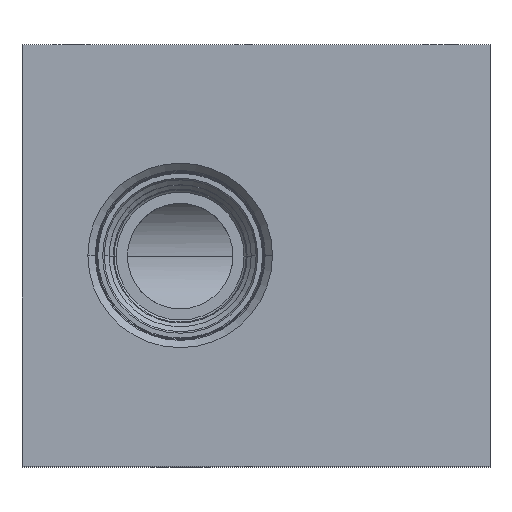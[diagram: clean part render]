
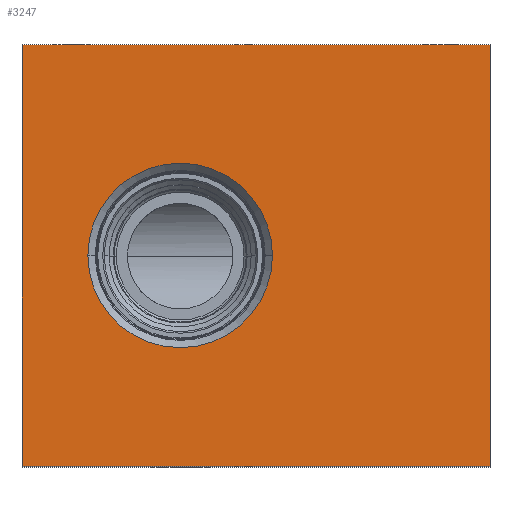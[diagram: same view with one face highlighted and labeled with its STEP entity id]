
A CAD part, top view. The second image highlights one B-rep face of the part: STEP entity #3247.
In plain terms, the highlighted planar face has unit normal (0, 0, 1).
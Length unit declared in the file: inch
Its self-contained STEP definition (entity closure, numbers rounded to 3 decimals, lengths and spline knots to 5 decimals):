
#233=DIRECTION('',(0.,-1.,0.));
#234=VECTOR('',#233,4.);
#235=CARTESIAN_POINT('',(0.,0.,6.312));
#236=LINE('',#235,#234);
#237=DIRECTION('',(-1.,0.,0.));
#238=VECTOR('',#237,4.438);
#239=CARTESIAN_POINT('',(4.438,0.,6.312));
#240=LINE('',#239,#238);
#241=DIRECTION('',(0.,1.,0.));
#242=VECTOR('',#241,4.);
#243=CARTESIAN_POINT('',(4.438,-4.,6.312));
#244=LINE('',#243,#242);
#245=DIRECTION('',(1.,0.,0.));
#246=VECTOR('',#245,4.438);
#247=CARTESIAN_POINT('',(0.,-4.,6.312));
#248=LINE('',#247,#246);
#249=CARTESIAN_POINT('',(1.5,-2.,6.312));
#250=DIRECTION('',(0.,0.,-1.));
#251=DIRECTION('',(-1.,0.,0.));
#252=AXIS2_PLACEMENT_3D('',#249,#250,#251);
#254=CARTESIAN_POINT('',(1.5,-2.,6.312));
#255=DIRECTION('',(0.,0.,-1.));
#256=DIRECTION('',(1.,0.,0.));
#257=AXIS2_PLACEMENT_3D('',#254,#255,#256);
#2562=CARTESIAN_POINT('',(0.,0.,6.312));
#2563=CARTESIAN_POINT('',(0.,-4.,6.312));
#2564=VERTEX_POINT('',#2562);
#2565=VERTEX_POINT('',#2563);
#2566=CARTESIAN_POINT('',(4.438,-4.,6.312));
#2567=VERTEX_POINT('',#2566);
#2568=CARTESIAN_POINT('',(4.438,0.,6.312));
#2569=VERTEX_POINT('',#2568);
#2606=CARTESIAN_POINT('',(0.625,-2.,6.312));
#2607=VERTEX_POINT('',#2606);
#2608=CARTESIAN_POINT('',(2.375,-2.,6.312));
#2609=VERTEX_POINT('',#2608);
#3230=CARTESIAN_POINT('',(0.,0.,6.312));
#3231=DIRECTION('',(0.,0.,1.));
#3232=DIRECTION('',(1.,0.,0.));
#3233=AXIS2_PLACEMENT_3D('',#3230,#3231,#3232);
#3234=PLANE('',#3233);
#3235=ORIENTED_EDGE('',*,*,#3068,.F.);
#3236=ORIENTED_EDGE('',*,*,#3143,.F.);
#3237=ORIENTED_EDGE('',*,*,#3169,.F.);
#3238=ORIENTED_EDGE('',*,*,#3218,.F.);
#3239=EDGE_LOOP('',(#3235,#3236,#3237,#3238));
#3240=FACE_OUTER_BOUND('',#3239,.F.);
#3242=ORIENTED_EDGE('',*,*,#3241,.F.);
#3244=ORIENTED_EDGE('',*,*,#3243,.F.);
#3245=EDGE_LOOP('',(#3242,#3244));
#3246=FACE_BOUND('',#3245,.F.);
#3247=ADVANCED_FACE('',(#3240,#3246),#3234,.T.);
#253=CIRCLE('',#252,0.875);
#258=CIRCLE('',#257,0.875);
#3068=EDGE_CURVE('',#2564,#2565,#236,.T.);
#3143=EDGE_CURVE('',#2569,#2564,#240,.T.);
#3169=EDGE_CURVE('',#2567,#2569,#244,.T.);
#3218=EDGE_CURVE('',#2565,#2567,#248,.T.);
#3241=EDGE_CURVE('',#2607,#2609,#253,.T.);
#3243=EDGE_CURVE('',#2609,#2607,#258,.T.);
